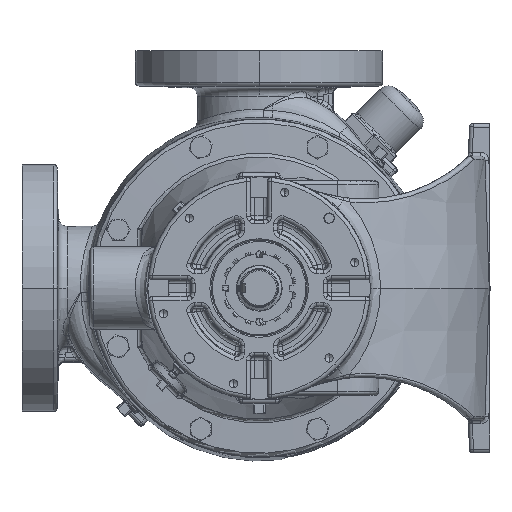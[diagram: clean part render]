
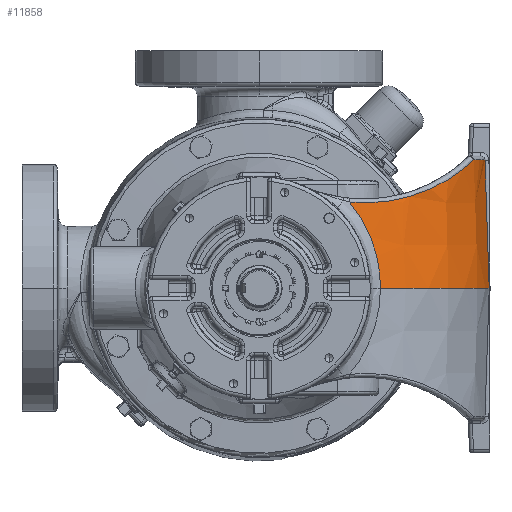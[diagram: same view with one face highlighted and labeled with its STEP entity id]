
A CAD part, left-side view. The second image highlights one B-rep face of the part: STEP entity #11858.
In plain terms, the highlighted conical face has half-angle 2 degrees and reference radius 133.35 mm.
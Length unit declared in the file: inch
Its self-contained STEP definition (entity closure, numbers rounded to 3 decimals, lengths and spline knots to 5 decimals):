
#3681 = CARTESIAN_POINT ( 'NONE',  ( -10.7735, -2.73949, 2.61085 ) ) ;
#7046 = EDGE_LOOP ( 'NONE', ( #94933, #63652, #260441, #31291, #245560 ) ) ;
#11858 = ADVANCED_FACE ( 'Defeatured_0_2626', ( #86525 ), #173892, .T. ) ;
#12436 = CARTESIAN_POINT ( 'NONE',  ( -10.66039, -3.2602, 1.82683 ) ) ;
#16869 = CARTESIAN_POINT ( 'NONE',  ( -7.46815, -6.50604, 3.88419 ) ) ;
#18406 = DIRECTION ( 'NONE',  ( 0., 0., -1. ) ) ;
#19074 = CARTESIAN_POINT ( 'NONE',  ( -7.86748, -6.34539, 3.73728 ) ) ;
#20138 = AXIS2_PLACEMENT_3D ( 'NONE', #176516, #157256, #246185 ) ;
#20539 = CARTESIAN_POINT ( 'NONE',  ( -8.51703, -5.98438, 3.45768 ) ) ;
#21327 = CARTESIAN_POINT ( 'NONE',  ( -5.6, -1.59534, 0. ) ) ;
#23452 = CARTESIAN_POINT ( 'NONE',  ( -10.20815, -4.20566, 2.68799 ) ) ;
#31291 = ORIENTED_EDGE ( 'NONE', *, *, #289018, .T. ) ;
#34626 = CARTESIAN_POINT ( 'NONE',  ( -10.60816, -3.45721, 1.33626 ) ) ;
#40676 = DIRECTION ( 'NONE',  ( 1., 0., 0. ) ) ;
#41289 = CARTESIAN_POINT ( 'NONE',  ( -10.09394, -4.39652, 2.73103 ) ) ;
#44203 = CARTESIAN_POINT ( 'NONE',  ( -9.84593, -4.75947, 2.83458 ) ) ;
#45332 = CIRCLE ( 'NONE', #83131, 5.38968 ) ;
#45675 = CARTESIAN_POINT ( 'NONE',  ( -10.18009, -4.25386, 2.69829 ) ) ;
#46436 = AXIS2_PLACEMENT_3D ( 'NONE', #219736, #127938, #40676 ) ;
#59794 = CARTESIAN_POINT ( 'NONE',  ( -10.56105, -3.68029, 0.23847 ) ) ;
#63652 = ORIENTED_EDGE ( 'NONE', *, *, #82521, .T. ) ;
#64944 = CARTESIAN_POINT ( 'NONE',  ( -7.67147, -6.43133, 3.81371 ) ) ;
#82521 = EDGE_CURVE ( 'Defeatured_0_2626+Defeatured_0_3003+Defeatured_0_2574+Defeatured_0_3002', #176574, #148964, #275428, .T. ) ;
#83131 = AXIS2_PLACEMENT_3D ( 'NONE', #21327, #18406, #262664 ) ;
#85692 = CARTESIAN_POINT ( 'NONE',  ( -10.66238, -3.17886, 2.5824 ) ) ;
#86525 = FACE_OUTER_BOUND ( 'NONE', #7046, .T. ) ;
#87146 = CARTESIAN_POINT ( 'NONE',  ( -10.28965, -4.05837, 2.65969 ) ) ;
#90046 = CARTESIAN_POINT ( 'NONE',  ( -8.77878, -5.80789, 3.33743 ) ) ;
#93936 = CARTESIAN_POINT ( 'NONE',  ( -10.75986, -2.81577, 2.52049 ) ) ;
#94933 = ORIENTED_EDGE ( 'NONE', *, *, #284286, .T. ) ;
#97698 = EDGE_CURVE ( 'Defeatured_0_2648+Defeatured_0_2626+Defeatured_0_2579+Defeatured_0_2760', #122848, #213303, #45332, .T. ) ;
#98868 = CARTESIAN_POINT ( 'NONE',  ( -5.90241, -6.97653, 0. ) ) ;
#99730 = CARTESIAN_POINT ( 'NONE',  ( -10.56118, -3.65907, 0.4738 ) ) ;
#102657 = CARTESIAN_POINT ( 'NONE',  ( -10.59412, -3.51113, 1.16677 ) ) ;
#107710 = B_SPLINE_CURVE_WITH_KNOTS ( 'NONE', 3,
 ( #3681, #93936, #232987, #161896, #252309, #139723, #117598, #12436, #195765, #34626, #256694, #102657, #213650, #262496, #238837, #99730, #59794, #189936 ),
 .UNSPECIFIED., .F., .F.,
 ( 4, 2, 2, 2, 2, 2, 2, 2, 4 ),
 ( 0.0043, 0.01337, 0.0179, 0.02243, 0.04057, 0.0451, 0.04964, 0.0587, 0.07684 ),
 .UNSPECIFIED. ) ;
#107857 = CARTESIAN_POINT ( 'NONE',  ( -10.72508, -2.96204, 2.58859 ) ) ;
#109299 = CARTESIAN_POINT ( 'NONE',  ( -9.49137, -5.17181, 2.99846 ) ) ;
#110800 = CARTESIAN_POINT ( 'NONE',  ( -10.50962, -3.60168, 2.59724 ) ) ;
#117598 = CARTESIAN_POINT ( 'NONE',  ( -10.6953, -3.11492, 2.08169 ) ) ;
#122848 = VERTEX_POINT ( 'NONE', #98868 ) ;
#127938 = DIRECTION ( 'NONE',  ( 0., 0., -1. ) ) ;
#132906 = CARTESIAN_POINT ( 'NONE',  ( -8.1049, -6.2239, 3.63837 ) ) ;
#134380 = CARTESIAN_POINT ( 'NONE',  ( -10.41955, -3.80767, 2.6183 ) ) ;
#135820 = CARTESIAN_POINT ( 'NONE',  ( -9.71041, -4.9301, 2.89603 ) ) ;
#139723 = CARTESIAN_POINT ( 'NONE',  ( -10.7024, -3.08469, 2.13209 ) ) ;
#140192 = CARTESIAN_POINT ( 'NONE',  ( -5.76962, -6.84664, 3.88419 ) ) ;
#141277 = B_SPLINE_CURVE_WITH_KNOTS ( 'NONE', 3,
 ( #285013, #169424, #147240, #283558 ),
 .UNSPECIFIED., .F., .F.,
 ( 4, 4 ),
 ( 0., 0.09877 ),
 .UNSPECIFIED. ) ;
#146803 = EDGE_CURVE ( 'Defeatured_0_2626+Defeatured_0_3002+Defeatured_0_3003+Defeatured_0_2759', #148964, #268008, #147968, .T. ) ;
#147240 = CARTESIAN_POINT ( 'NONE',  ( -5.81386, -6.89045, 2.58947 ) ) ;
#147968 = B_SPLINE_CURVE_WITH_KNOTS ( 'NONE', 3,
 ( #244045, #64944, #19074, #132906, #177294, #202473, #159465, #289958, #20539, #90046, #292883, #221821, #223269, #291451, #181670, #109299, #158039, #135820, #44203, #272105, #41289, #45675, #23452, #249865, #87146, #134380, #110800, #85692, #107857, #267713 ),
 .UNSPECIFIED., .F., .F.,
 ( 4, 2, 2, 2, 2, 2, 2, 2, 2, 2, 2, 2, 2, 2, 4 ),
 ( 0., 0.01732, 0.02165, 0.02597, 0.03463, 0.05195, 0.06061, 0.06494, 0.06927, 0.08658, 0.09524, 0.09957, 0.1039, 0.12122, 0.13853 ),
 .UNSPECIFIED. ) ;
#148964 = VERTEX_POINT ( 'NONE', #16869 ) ;
#157256 = DIRECTION ( 'NONE',  ( 0., 0., -1. ) ) ;
#158039 = CARTESIAN_POINT ( 'NONE',  ( -9.52831, -5.1321, 2.98109 ) ) ;
#159465 = CARTESIAN_POINT ( 'NONE',  ( -8.29124, -6.12134, 3.55829 ) ) ;
#161896 = CARTESIAN_POINT ( 'NONE',  ( -10.72396, -2.98913, 2.28105 ) ) ;
#169424 = CARTESIAN_POINT ( 'NONE',  ( -5.85812, -6.93373, 1.29475 ) ) ;
#171594 = CARTESIAN_POINT ( 'NONE',  ( -10.7735, -2.73949, 2.61085 ) ) ;
#173892 = CONICAL_SURFACE ( 'NONE', #46436, 5.25, 0.035 ) ;
#176516 = CARTESIAN_POINT ( 'NONE',  ( -5.6, -1.59534, 3.88419 ) ) ;
#176574 = VERTEX_POINT ( 'NONE', #140192 ) ;
#177294 = CARTESIAN_POINT ( 'NONE',  ( -8.15204, -6.19887, 3.6184 ) ) ;
#181670 = CARTESIAN_POINT ( 'NONE',  ( -9.41666, -5.24965, 3.03376 ) ) ;
#184951 = CARTESIAN_POINT ( 'NONE',  ( -10.56955, -3.68154, 0. ) ) ;
#189936 = CARTESIAN_POINT ( 'NONE',  ( -10.56955, -3.68154, 0. ) ) ;
#195765 = CARTESIAN_POINT ( 'NONE',  ( -10.63436, -3.35781, 1.6139 ) ) ;
#202473 = CARTESIAN_POINT ( 'NONE',  ( -8.24518, -6.14761, 3.57837 ) ) ;
#213303 = VERTEX_POINT ( 'NONE', #184951 ) ;
#213650 = CARTESIAN_POINT ( 'NONE',  ( -10.58993, -3.52754, 1.10953 ) ) ;
#219736 = CARTESIAN_POINT ( 'NONE',  ( -5.6, -1.59534, 4. ) ) ;
#221821 = CARTESIAN_POINT ( 'NONE',  ( -9.18588, -5.4722, 3.14367 ) ) ;
#223269 = CARTESIAN_POINT ( 'NONE',  ( -9.26413, -5.40018, 3.10627 ) ) ;
#232987 = CARTESIAN_POINT ( 'NONE',  ( -10.74558, -2.88767, 2.42673 ) ) ;
#238837 = CARTESIAN_POINT ( 'NONE',  ( -10.57286, -3.5981, 0.82224 ) ) ;
#244045 = CARTESIAN_POINT ( 'NONE',  ( -7.46815, -6.50604, 3.88419 ) ) ;
#245560 = ORIENTED_EDGE ( 'NONE', *, *, #97698, .F. ) ;
#246185 = DIRECTION ( 'NONE',  ( 1., 0., 0. ) ) ;
#249865 = CARTESIAN_POINT ( 'NONE',  ( -10.26291, -4.10795, 2.66869 ) ) ;
#252309 = CARTESIAN_POINT ( 'NONE',  ( -10.71672, -3.02182, 2.23174 ) ) ;
#256694 = CARTESIAN_POINT ( 'NONE',  ( -10.60324, -3.47595, 1.28016 ) ) ;
#260441 = ORIENTED_EDGE ( 'NONE', *, *, #146803, .T. ) ;
#262496 = CARTESIAN_POINT ( 'NONE',  ( -10.57866, -3.57288, 0.93762 ) ) ;
#262664 = DIRECTION ( 'NONE',  ( 1., 0., 0. ) ) ;
#267713 = CARTESIAN_POINT ( 'NONE',  ( -10.7735, -2.73949, 2.61085 ) ) ;
#268008 = VERTEX_POINT ( 'NONE', #171594 ) ;
#272105 = CARTESIAN_POINT ( 'NONE',  ( -10.03386, -4.48907, 2.7553 ) ) ;
#275428 = CIRCLE ( 'NONE', #20138, 5.25404 ) ;
#283558 = CARTESIAN_POINT ( 'NONE',  ( -5.76962, -6.84664, 3.88419 ) ) ;
#284286 = EDGE_CURVE ( 'Defeatured_0_2626+Defeatured_0_2574+Defeatured_0_2648+Defeatured_0_3003', #122848, #176574, #141277, .T. ) ;
#285013 = CARTESIAN_POINT ( 'NONE',  ( -5.90241, -6.97653, 0. ) ) ;
#289018 = EDGE_CURVE ( 'Defeatured_0_2626+Defeatured_0_2759+Defeatured_0_3002+Defeatured_0_2648', #268008, #213303, #107710, .T. ) ;
#289958 = CARTESIAN_POINT ( 'NONE',  ( -8.42791, -6.04067, 3.49798 ) ) ;
#291451 = CARTESIAN_POINT ( 'NONE',  ( -9.37886, -5.28782, 3.05169 ) ) ;
#292883 = CARTESIAN_POINT ( 'NONE',  ( -8.94583, -5.68012, 3.25812 ) ) ;
